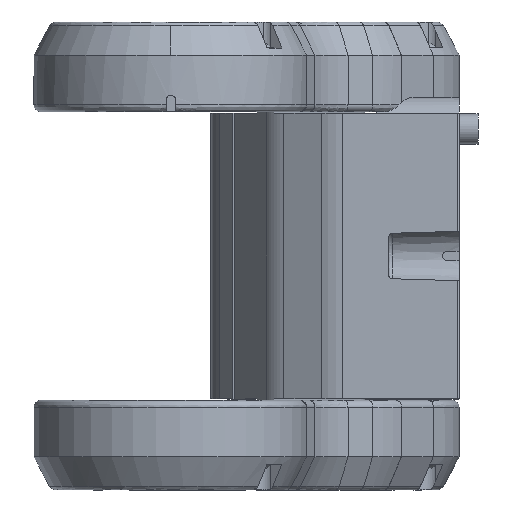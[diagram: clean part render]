
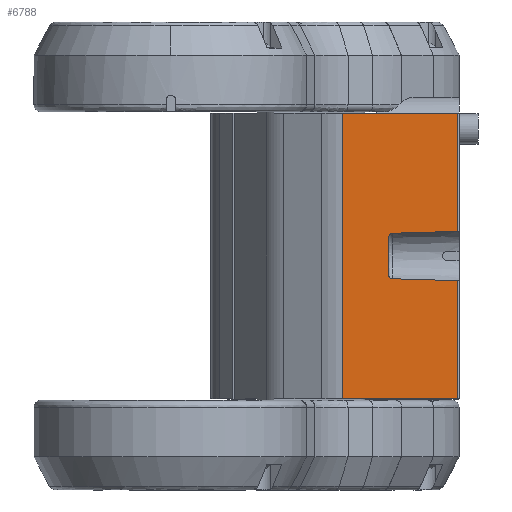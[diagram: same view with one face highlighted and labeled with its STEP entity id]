
A CAD part, left-side view. The second image highlights one B-rep face of the part: STEP entity #6788.
In plain terms, the highlighted planar face has unit normal (-1, 0, 0).
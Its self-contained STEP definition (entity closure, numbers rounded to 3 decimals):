
#47 = AXIS2_PLACEMENT_3D ( 'NONE', #2439, #1322, #11993 ) ;
#51 = CARTESIAN_POINT ( 'NONE',  ( -67., 28.32, 9.631 ) ) ;
#67 = VERTEX_POINT ( 'NONE', #6322 ) ;
#90 = DIRECTION ( 'NONE',  ( 0., 0., -1. ) ) ;
#100 = CARTESIAN_POINT ( 'NONE',  ( -67., 0.5, 10.429 ) ) ;
#117 = DIRECTION ( 'NONE',  ( 0., 0., -1. ) ) ;
#157 = VERTEX_POINT ( 'NONE', #6934 ) ;
#216 = B_SPLINE_CURVE_WITH_KNOTS ( 'NONE', 3,
 ( #4376, #6989, #8169, #11893, #405, #10779, #3454, #9903, #7175, #11706, #10837, #9843 ),
 .UNSPECIFIED., .F., .F.,
 ( 4, 2, 2, 2, 2, 4 ),
 ( 0., 0.001, 0.001, 0.002, 0.002, 0.002 ),
 .UNSPECIFIED. ) ;
#405 = CARTESIAN_POINT ( 'NONE',  ( -67., 29.551, -8.941 ) ) ;
#585 = CARTESIAN_POINT ( 'NONE',  ( -67., 22.628, 9.795 ) ) ;
#625 = LINE ( 'NONE', #6324, #805 ) ;
#721 = VERTEX_POINT ( 'NONE', #5670 ) ;
#741 = CARTESIAN_POINT ( 'NONE',  ( -67., 29.82, 8.154 ) ) ;
#802 = CARTESIAN_POINT ( 'NONE',  ( -67., 29.28, 9.264 ) ) ;
#805 = VECTOR ( 'NONE', #8386, 1000. ) ;
#967 = EDGE_LOOP ( 'NONE', ( #8857, #4443, #1531, #9945, #6633, #7583, #6132, #1667, #6133, #2183 ) ) ;
#989 = CARTESIAN_POINT ( 'NONE',  ( -67., 29.685, 8.659 ) ) ;
#1175 = CARTESIAN_POINT ( 'NONE',  ( -67., 0.5, -10.429 ) ) ;
#1322 = DIRECTION ( 'NONE',  ( 1., 0., 0. ) ) ;
#1409 = LINE ( 'NONE', #6052, #11206 ) ;
#1531 = ORIENTED_EDGE ( 'NONE', *, *, #1877, .F. ) ;
#1596 = DIRECTION ( 'NONE',  ( 0., 0., -1. ) ) ;
#1642 = B_SPLINE_CURVE_WITH_KNOTS ( 'NONE', 3,
 ( #100, #3887, #7673, #585, #11821, #3381, #8098 ),
 .UNSPECIFIED., .F., .F.,
 ( 4, 3, 4 ),
 ( 0., 0.022, 0.028 ),
 .UNSPECIFIED. ) ;
#1667 = ORIENTED_EDGE ( 'NONE', *, *, #8887, .F. ) ;
#1742 = CARTESIAN_POINT ( 'NONE',  ( -67., 29.787, 8.362 ) ) ;
#1877 = EDGE_CURVE ( 'NONE', #2468, #10225, #8416, .T. ) ;
#1927 = CARTESIAN_POINT ( 'NONE',  ( -67., 29.113, 9.398 ) ) ;
#2183 = ORIENTED_EDGE ( 'NONE', *, *, #3186, .F. ) ;
#2439 = CARTESIAN_POINT ( 'NONE',  ( -67., 49.19, 60.5 ) ) ;
#2468 = VERTEX_POINT ( 'NONE', #4039 ) ;
#2479 = VECTOR ( 'NONE', #117, 1000. ) ;
#2668 = EDGE_CURVE ( 'NONE', #721, #3271, #7003, .T. ) ;
#2689 = CARTESIAN_POINT ( 'NONE',  ( -67., 49.19, -60.5 ) ) ;
#3186 = EDGE_CURVE ( 'NONE', #4831, #11631, #1409, .T. ) ;
#3271 = VERTEX_POINT ( 'NONE', #9283 ) ;
#3381 = CARTESIAN_POINT ( 'NONE',  ( -67., 26.423, 9.685 ) ) ;
#3454 = CARTESIAN_POINT ( 'NONE',  ( -67., 29.116, -9.396 ) ) ;
#3724 = CARTESIAN_POINT ( 'NONE',  ( -67., 29.482, 9.025 ) ) ;
#3758 = EDGE_CURVE ( 'NONE', #67, #2468, #10885, .T. ) ;
#3837 = CARTESIAN_POINT ( 'NONE',  ( -67., 29.82, 7.944 ) ) ;
#3887 = CARTESIAN_POINT ( 'NONE',  ( -67., 7.876, 10.219 ) ) ;
#4008 = EDGE_CURVE ( 'NONE', #10225, #4079, #216, .T. ) ;
#4039 = CARTESIAN_POINT ( 'NONE',  ( -67., 29.82, 7.944 ) ) ;
#4079 = VERTEX_POINT ( 'NONE', #11344 ) ;
#4376 = CARTESIAN_POINT ( 'NONE',  ( -67., 29.82, -7.944 ) ) ;
#4443 = ORIENTED_EDGE ( 'NONE', *, *, #4008, .F. ) ;
#4762 = VECTOR ( 'NONE', #5709, 1000. ) ;
#4831 = VERTEX_POINT ( 'NONE', #1175 ) ;
#4909 = CARTESIAN_POINT ( 'NONE',  ( -67., 5.241, -10.294 ) ) ;
#4968 = CARTESIAN_POINT ( 'NONE',  ( -67., 7.611, -10.226 ) ) ;
#5063 = VECTOR ( 'NONE', #90, 1000. ) ;
#5511 = EDGE_CURVE ( 'NONE', #4079, #4831, #10764, .T. ) ;
#5570 = CARTESIAN_POINT ( 'NONE',  ( -67., 49.19, -60.5 ) ) ;
#5584 = CARTESIAN_POINT ( 'NONE',  ( -67., 49.19, 60.5 ) ) ;
#5670 = CARTESIAN_POINT ( 'NONE',  ( -67., 0.5, 60.5 ) ) ;
#5709 = DIRECTION ( 'NONE',  ( 0., -1., 0. ) ) ;
#6052 = CARTESIAN_POINT ( 'NONE',  ( -67., 0.5, 60.5 ) ) ;
#6132 = ORIENTED_EDGE ( 'NONE', *, *, #8958, .F. ) ;
#6133 = ORIENTED_EDGE ( 'NONE', *, *, #9898, .T. ) ;
#6322 = CARTESIAN_POINT ( 'NONE',  ( -67., 28.32, 9.631 ) ) ;
#6324 = CARTESIAN_POINT ( 'NONE',  ( -67., 49.19, 60.5 ) ) ;
#6440 = CARTESIAN_POINT ( 'NONE',  ( -67., 29.541, 8.937 ) ) ;
#6562 = VECTOR ( 'NONE', #7444, 1000. ) ;
#6626 = CARTESIAN_POINT ( 'NONE',  ( -67., 28.529, 9.618 ) ) ;
#6633 = ORIENTED_EDGE ( 'NONE', *, *, #10347, .F. ) ;
#6718 = CARTESIAN_POINT ( 'NONE',  ( -67., 28.32, -9.631 ) ) ;
#6776 = CARTESIAN_POINT ( 'NONE',  ( -67., 21.417, -9.83 ) ) ;
#6788 = ADVANCED_FACE ( 'NONE', ( #9818 ), #11930, .F. ) ;
#6934 = CARTESIAN_POINT ( 'NONE',  ( -67., 49.19, 60.5 ) ) ;
#6989 = CARTESIAN_POINT ( 'NONE',  ( -67., 29.82, -8.155 ) ) ;
#7003 = LINE ( 'NONE', #8627, #2479 ) ;
#7175 = CARTESIAN_POINT ( 'NONE',  ( -67., 28.735, -9.57 ) ) ;
#7444 = DIRECTION ( 'NONE',  ( 0., -1., 0. ) ) ;
#7583 = ORIENTED_EDGE ( 'NONE', *, *, #2668, .F. ) ;
#7673 = CARTESIAN_POINT ( 'NONE',  ( -67., 15.252, 10.007 ) ) ;
#8098 = CARTESIAN_POINT ( 'NONE',  ( -67., 28.32, 9.631 ) ) ;
#8169 = CARTESIAN_POINT ( 'NONE',  ( -67., 29.787, -8.36 ) ) ;
#8386 = DIRECTION ( 'NONE',  ( 0., 0., 1. ) ) ;
#8416 = LINE ( 'NONE', #9465, #5063 ) ;
#8554 = CARTESIAN_POINT ( 'NONE',  ( -67., 28.732, 9.571 ) ) ;
#8627 = CARTESIAN_POINT ( 'NONE',  ( -67., 0.5, 60.5 ) ) ;
#8704 = CARTESIAN_POINT ( 'NONE',  ( -67., 0.5, -10.429 ) ) ;
#8857 = ORIENTED_EDGE ( 'NONE', *, *, #5511, .F. ) ;
#8887 = EDGE_CURVE ( 'NONE', #10649, #157, #625, .T. ) ;
#8958 = EDGE_CURVE ( 'NONE', #157, #721, #10435, .T. ) ;
#9283 = CARTESIAN_POINT ( 'NONE',  ( -67., 0.5, 10.429 ) ) ;
#9350 = CARTESIAN_POINT ( 'NONE',  ( -67., 29.82, -7.944 ) ) ;
#9465 = CARTESIAN_POINT ( 'NONE',  ( -67., 29.82, 60.5 ) ) ;
#9578 = CARTESIAN_POINT ( 'NONE',  ( -67., 14.514, -10.028 ) ) ;
#9818 = FACE_OUTER_BOUND ( 'NONE', #967, .T. ) ;
#9843 = CARTESIAN_POINT ( 'NONE',  ( -67., 28.32, -9.631 ) ) ;
#9898 = EDGE_CURVE ( 'NONE', #10649, #11631, #10301, .T. ) ;
#9903 = CARTESIAN_POINT ( 'NONE',  ( -67., 28.833, -9.535 ) ) ;
#9945 = ORIENTED_EDGE ( 'NONE', *, *, #3758, .F. ) ;
#10225 = VERTEX_POINT ( 'NONE', #9350 ) ;
#10301 = LINE ( 'NONE', #5570, #6562 ) ;
#10347 = EDGE_CURVE ( 'NONE', #3271, #67, #1642, .T. ) ;
#10424 = CARTESIAN_POINT ( 'NONE',  ( -67., 28.832, 9.535 ) ) ;
#10435 = LINE ( 'NONE', #5584, #4762 ) ;
#10649 = VERTEX_POINT ( 'NONE', #2689 ) ;
#10764 = B_SPLINE_CURVE_WITH_KNOTS ( 'NONE', 3,
 ( #6718, #6776, #9578, #4968, #4909, #11617, #8704 ),
 .UNSPECIFIED., .F., .F.,
 ( 4, 3, 4 ),
 ( 0., 0.021, 0.028 ),
 .UNSPECIFIED. ) ;
#10779 = CARTESIAN_POINT ( 'NONE',  ( -67., 29.28, -9.264 ) ) ;
#10837 = CARTESIAN_POINT ( 'NONE',  ( -67., 28.426, -9.631 ) ) ;
#10885 = B_SPLINE_CURVE_WITH_KNOTS ( 'NONE', 3,
 ( #51, #12228, #6626, #8554, #10424, #1927, #802, #3724, #6440, #11234, #989, #1742, #741, #3837 ),
 .UNSPECIFIED., .F., .F.,
 ( 4, 2, 2, 2, 2, 2, 4 ),
 ( 0., 0., 0.001, 0.001, 0.002, 0.002, 0.002 ),
 .UNSPECIFIED. ) ;
#11206 = VECTOR ( 'NONE', #1596, 1000. ) ;
#11234 = CARTESIAN_POINT ( 'NONE',  ( -67., 29.643, 8.755 ) ) ;
#11344 = CARTESIAN_POINT ( 'NONE',  ( -67., 28.32, -9.631 ) ) ;
#11617 = CARTESIAN_POINT ( 'NONE',  ( -67., 2.87, -10.361 ) ) ;
#11631 = VERTEX_POINT ( 'NONE', #12048 ) ;
#11706 = CARTESIAN_POINT ( 'NONE',  ( -67., 28.532, -9.618 ) ) ;
#11821 = CARTESIAN_POINT ( 'NONE',  ( -67., 24.526, 9.74 ) ) ;
#11893 = CARTESIAN_POINT ( 'NONE',  ( -67., 29.651, -8.759 ) ) ;
#11930 = PLANE ( 'NONE',  #47 ) ;
#11993 = DIRECTION ( 'NONE',  ( 0., 0., -1. ) ) ;
#12048 = CARTESIAN_POINT ( 'NONE',  ( -67., 0.5, -60.5 ) ) ;
#12228 = CARTESIAN_POINT ( 'NONE',  ( -67., 28.426, 9.631 ) ) ;
